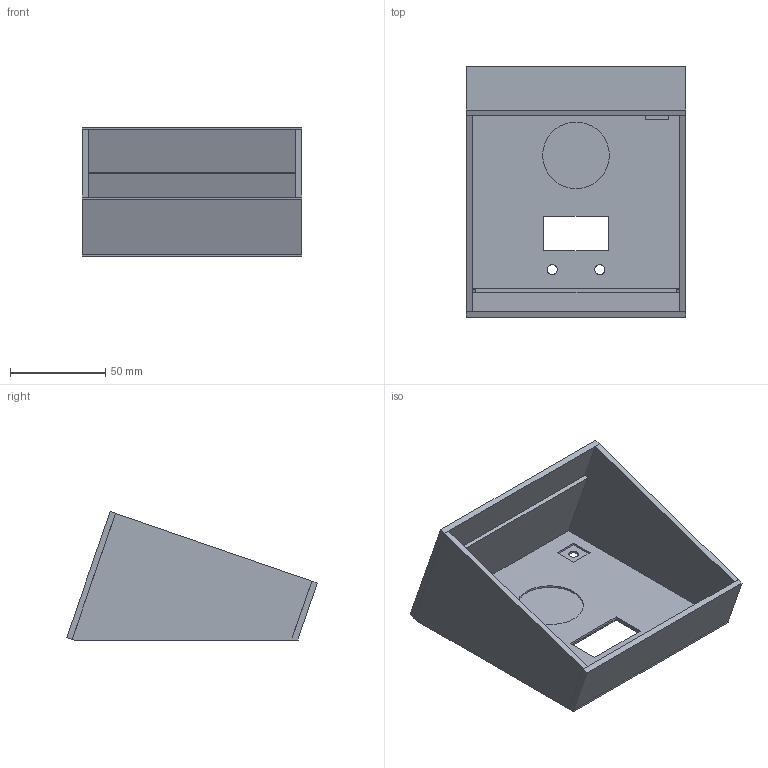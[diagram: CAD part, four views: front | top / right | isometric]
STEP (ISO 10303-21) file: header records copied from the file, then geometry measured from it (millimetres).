
FILE_DESCRIPTION(/* description */ (''),/* implementation_level */ '2;1');
FILE_NAME(/* name */ 'physicalDesignIOT.step',/* time_stamp */ '2023-10-17T22:32:29+02:00',/* author */ (''),/* organization */ (''),/* preprocessor_version */ 'ST-DEVELOPER v20',/* originating_system */ 'Autodesk Translation Framework v12.14.0.127',/* authorisation */ '');
FILE_SCHEMA (('AUTOMOTIVE_DESIGN { 1 0 10303 214 3 1 1 }'));
Length unit declared in the file: millimetre
Products named in the file (1): physicalDesignIOT
Bounding box: 115 x 131.48 x 67.71 mm (x, y, z)
Volume: 104467.2 mm3; surface area: 85228 mm2
Topology: 2 solids, 2 shells, 92 faces, 260 edges, 177 vertices
Faces by surface type: plane 73, cylinder 15, bspline 4
Full cylindrical faces by diameter (mm): 5.3 x5, 35 x2
Entity records: 3031 total; most frequent: CARTESIAN_POINT 550, ORIENTED_EDGE 520, DIRECTION 485, EDGE_CURVE 260, LINE 213, VECTOR 213, VERTEX_POINT 177, AXIS2_PLACEMENT_3D 136
